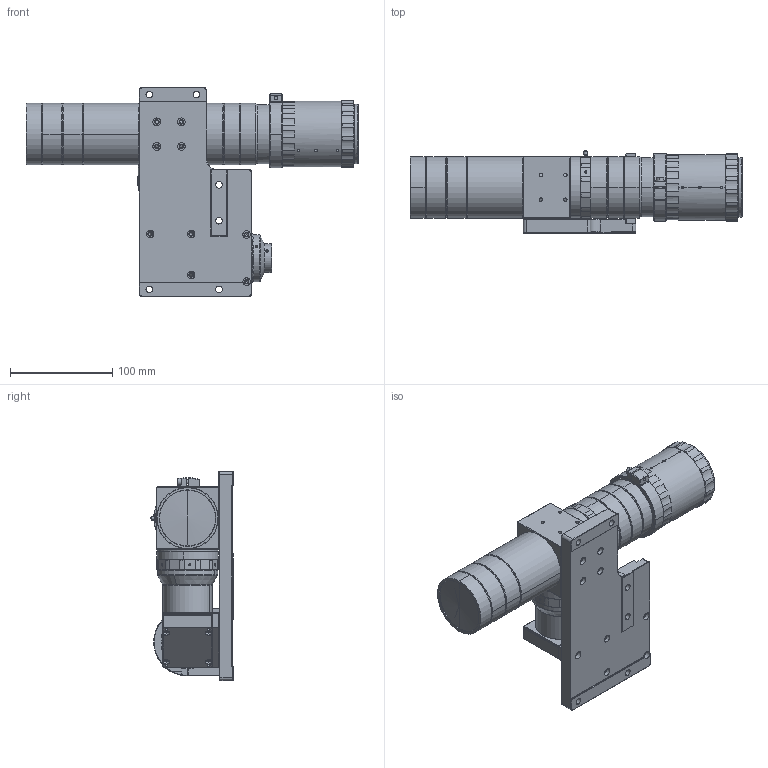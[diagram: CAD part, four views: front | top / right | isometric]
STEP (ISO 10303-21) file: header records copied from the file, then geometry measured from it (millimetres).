
FILE_DESCRIPTION (( 'STEP AP203' ), '1' );
FILE_NAME ('DTCA35F-29.3C-G-M58-AL(21).STEP', '2023-05-25T11:57:57', ( '' ), ( '' ), 'SwSTEP 2.0', 'SolidWorks 2017', '' );
FILE_SCHEMA (( 'CONFIG_CONTROL_DESIGN' ));
Products named in the file (1): DTCA35F-29.3C-G-M58-AL(21)
Bounding box: 323.95 x 80.26 x 204 mm (x, y, z)
Volume: 1529844.2 mm3; surface area: 191537.9 mm2
Topology: 1 solids, 12 shells, 1349 faces, 3427 edges, 2130 vertices
Faces by surface type: cylinder 492, cone 452, plane 382, bspline 23
Entity records: 44769 total; most frequent: CARTESIAN_POINT 12207, DIRECTION 6917, ORIENTED_EDGE 6818, EDGE_CURVE 3409, AXIS2_PLACEMENT_3D 2779, VERTEX_POINT 2130, EDGE_LOOP 1515, CIRCLE 1452
